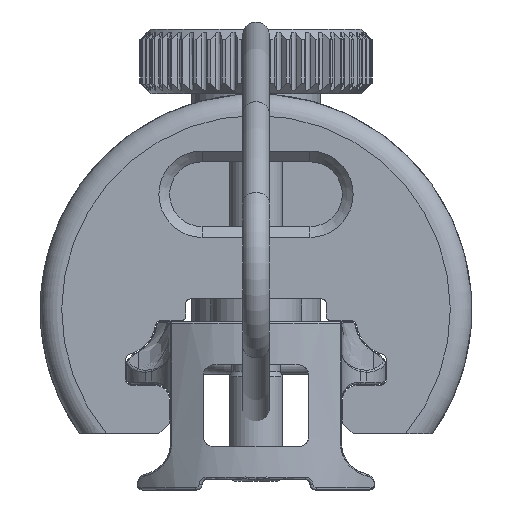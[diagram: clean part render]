
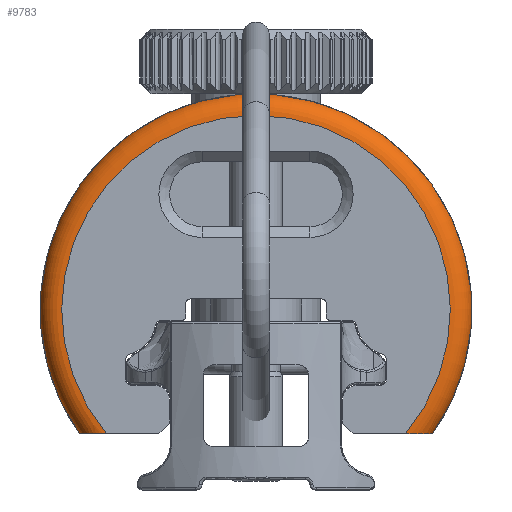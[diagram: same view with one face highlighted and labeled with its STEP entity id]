
A CAD part, front view. The second image highlights one B-rep face of the part: STEP entity #9783.
In plain terms, the highlighted toroidal (fillet/blend) face has major radius 18 mm and minor radius 2 mm.
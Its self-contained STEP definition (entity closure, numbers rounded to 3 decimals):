
#344=TOROIDAL_SURFACE('',#10427,18.,2.);
#399=B_SPLINE_CURVE_WITH_KNOTS('',3,(#14310,#14311,#14312,#14313,#14314,
#14315,#14316,#14317,#14318,#14319),.UNSPECIFIED.,.F.,.F.,(4,2,2,2,4),(1.373,
1.442,1.519,1.607,1.709),
 .UNSPECIFIED.);
#400=B_SPLINE_CURVE_WITH_KNOTS('',3,(#14320,#14321,#14322,#14323,#14324,
#14325,#14326,#14327,#14328,#14329),.UNSPECIFIED.,.F.,.F.,(4,2,2,2,4),(1.037,
1.14,1.228,1.304,1.373),
 .UNSPECIFIED.);
#985=FACE_OUTER_BOUND('',#1575,.T.);
#1575=EDGE_LOOP('',(#6481,#6482,#6483,#6484));
#3284=CIRCLE('',#10384,18.);
#3311=CIRCLE('',#10425,20.);
#3756=VERTEX_POINT('',#14145);
#3757=VERTEX_POINT('',#14146);
#3803=VERTEX_POINT('',#14301);
#3804=VERTEX_POINT('',#14302);
#4782=EDGE_CURVE('',#3756,#3757,#3284,.T.);
#4841=EDGE_CURVE('',#3803,#3804,#3311,.T.);
#4845=EDGE_CURVE('',#3804,#3756,#399,.T.);
#4846=EDGE_CURVE('',#3757,#3803,#400,.T.);
#6481=ORIENTED_EDGE('',*,*,#4845,.T.);
#6482=ORIENTED_EDGE('',*,*,#4782,.T.);
#6483=ORIENTED_EDGE('',*,*,#4846,.T.);
#6484=ORIENTED_EDGE('',*,*,#4841,.T.);
#9783=ADVANCED_FACE('',(#985),#344,.T.);
#10384=AXIS2_PLACEMENT_3D('',#14147,#11478,#11479);
#10425=AXIS2_PLACEMENT_3D('',#14303,#11589,#11590);
#10427=AXIS2_PLACEMENT_3D('',#14309,#11595,#11596);
#11478=DIRECTION('center_axis',(0.,1.,0.));
#11479=DIRECTION('ref_axis',(0.,0.,
1.));
#11589=DIRECTION('center_axis',(0.,-1.,0.));
#11590=DIRECTION('ref_axis',(0.,0.,
1.));
#11595=DIRECTION('center_axis',(0.,-1.,0.));
#11596=DIRECTION('ref_axis',(0.,0.,1.));
#14145=CARTESIAN_POINT('',(-13.848,-92.5,5.2));
#14146=CARTESIAN_POINT('',(13.848,-92.5,5.2));
#14147=CARTESIAN_POINT('Origin',(0.,-92.5,
16.699));
#14301=CARTESIAN_POINT('',(16.363,-90.5,5.2));
#14302=CARTESIAN_POINT('',(-16.363,-90.5,5.2));
#14303=CARTESIAN_POINT('Origin',(0.,-90.5,
16.699));
#14309=CARTESIAN_POINT('Origin',(0.,-90.5,
16.699));
#14310=CARTESIAN_POINT('Ctrl Pts',(-16.363,-90.5,
5.2));
#14311=CARTESIAN_POINT('Ctrl Pts',(-16.363,-90.73,
5.2));
#14312=CARTESIAN_POINT('Ctrl Pts',(-16.302,-90.999,
5.2));
#14313=CARTESIAN_POINT('Ctrl Pts',(-16.098,-91.439,
5.2));
#14314=CARTESIAN_POINT('Ctrl Pts',(-15.91,-91.68,
5.2));
#14315=CARTESIAN_POINT('Ctrl Pts',(-15.498,-92.044,
5.2));
#14316=CARTESIAN_POINT('Ctrl Pts',(-15.191,-92.218,
5.2));
#14317=CARTESIAN_POINT('Ctrl Pts',(-14.594,-92.435,
5.2));
#14318=CARTESIAN_POINT('Ctrl Pts',(-14.189,-92.5,
5.2));
#14319=CARTESIAN_POINT('Ctrl Pts',(-13.848,-92.5,
5.2));
#14320=CARTESIAN_POINT('Ctrl Pts',(13.848,-92.5,5.2));
#14321=CARTESIAN_POINT('Ctrl Pts',(14.189,-92.5,5.2));
#14322=CARTESIAN_POINT('Ctrl Pts',(14.594,-92.435,5.2));
#14323=CARTESIAN_POINT('Ctrl Pts',(15.191,-92.218,5.2));
#14324=CARTESIAN_POINT('Ctrl Pts',(15.498,-92.044,5.2));
#14325=CARTESIAN_POINT('Ctrl Pts',(15.91,-91.68,5.2));
#14326=CARTESIAN_POINT('Ctrl Pts',(16.098,-91.439,5.2));
#14327=CARTESIAN_POINT('Ctrl Pts',(16.302,-90.999,5.2));
#14328=CARTESIAN_POINT('Ctrl Pts',(16.363,-90.73,5.2));
#14329=CARTESIAN_POINT('Ctrl Pts',(16.363,-90.5,5.2));
